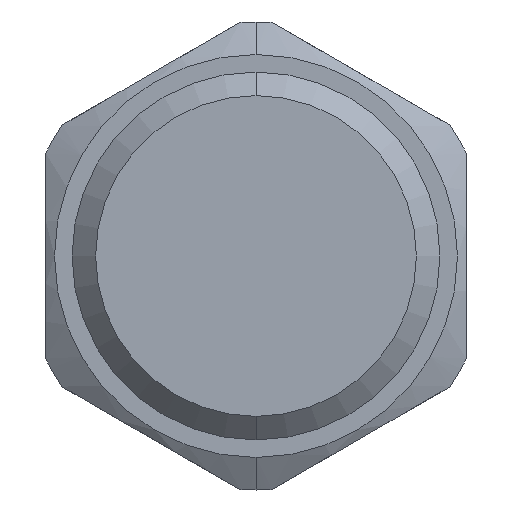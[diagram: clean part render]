
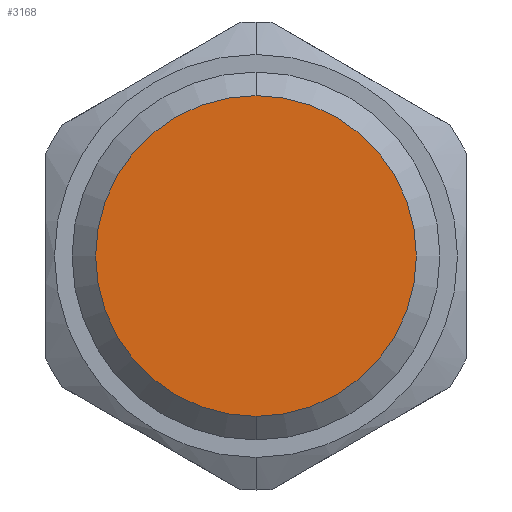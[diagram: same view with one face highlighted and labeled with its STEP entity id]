
A CAD part, left-side view. The second image highlights one B-rep face of the part: STEP entity #3168.
In plain terms, the highlighted planar face has unit normal (-1, 0, 0).
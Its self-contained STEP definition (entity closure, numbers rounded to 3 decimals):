
#23 = EDGE_CURVE ( 'NONE', #7353, #7322, #2872, .T. ) ;
#69 = AXIS2_PLACEMENT_3D ( 'NONE', #9222, #9219, #9213 ) ;
#110 = AXIS2_PLACEMENT_3D ( 'NONE', #8191, #8192, #8193 ) ;
#193 = EDGE_CURVE ( 'NONE', #7322, #7353, #2972, .T. ) ;
#312 = AXIS2_PLACEMENT_3D ( 'NONE', #5523, #5528, #5529 ) ;
#1641 = ORIENTED_EDGE ( 'NONE', *, *, #23, .T. ) ;
#1647 = ORIENTED_EDGE ( 'NONE', *, *, #193, .T. ) ;
#2637 = EDGE_LOOP ( 'NONE', ( #1641, #1647 ) ) ;
#2872 = CIRCLE ( 'NONE', #69, 10.9 ) ;
#2972 = CIRCLE ( 'NONE', #110, 10.9 ) ;
#3168 = ADVANCED_FACE ( 'NONE', ( #6163 ), #5524, .T. ) ;
#5523 = CARTESIAN_POINT ( 'NONE',  ( -61.2, 0., 0. ) ) ;
#5524 = PLANE ( 'NONE',  #312 ) ;
#5528 = DIRECTION ( 'NONE',  ( -1., 0., 0. ) ) ;
#5529 = DIRECTION ( 'NONE',  ( 0., 0., 1. ) ) ;
#6163 = FACE_OUTER_BOUND ( 'NONE', #2637, .T. ) ;
#7101 = CARTESIAN_POINT ( 'NONE',  ( -61.2, 0., 10.9 ) ) ;
#7129 = CARTESIAN_POINT ( 'NONE',  ( -61.2, 0., -10.9 ) ) ;
#7322 = VERTEX_POINT ( 'NONE', #7101 ) ;
#7353 = VERTEX_POINT ( 'NONE', #7129 ) ;
#8191 = CARTESIAN_POINT ( 'NONE',  ( -61.2, 0., 0. ) ) ;
#8192 = DIRECTION ( 'NONE',  ( -1., 0., 0. ) ) ;
#8193 = DIRECTION ( 'NONE',  ( 0., 0., 1. ) ) ;
#9213 = DIRECTION ( 'NONE',  ( 0., 0., 1. ) ) ;
#9219 = DIRECTION ( 'NONE',  ( -1., 0., 0. ) ) ;
#9222 = CARTESIAN_POINT ( 'NONE',  ( -61.2, 0., 0. ) ) ;
